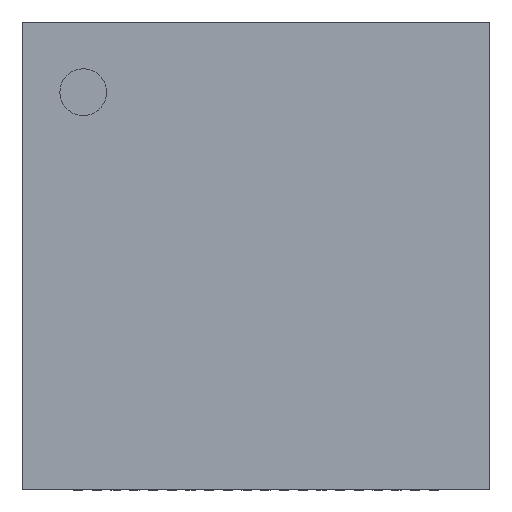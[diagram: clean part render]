
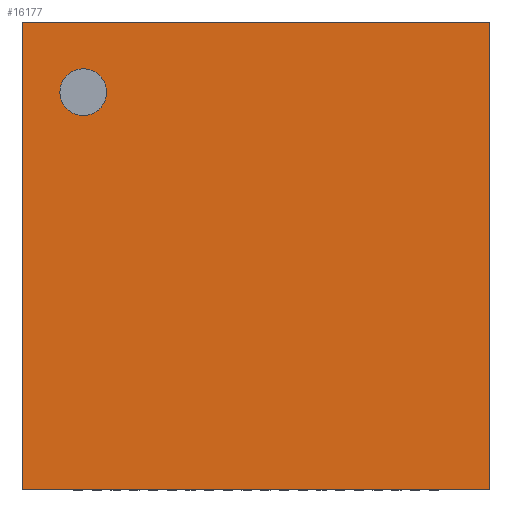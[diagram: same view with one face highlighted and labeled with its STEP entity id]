
A CAD part, top view. The second image highlights one B-rep face of the part: STEP entity #16177.
In plain terms, the highlighted planar face has unit normal (0, 0, 1).
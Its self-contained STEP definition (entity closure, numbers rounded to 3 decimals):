
#965 = VERTEX_POINT('',#966);
#966 = CARTESIAN_POINT('',(-5.,5.,0.85));
#972 = EDGE_CURVE('',#973,#965,#975,.T.);
#973 = VERTEX_POINT('',#974);
#974 = CARTESIAN_POINT('',(5.,5.,0.85));
#975 = LINE('',#976,#977);
#976 = CARTESIAN_POINT('',(5.,5.,0.85));
#977 = VECTOR('',#978,1.);
#978 = DIRECTION('',(-1.,0.,0.));
#2550 = VERTEX_POINT('',#2551);
#2551 = CARTESIAN_POINT('',(5.,-5.,0.85));
#2557 = EDGE_CURVE('',#2558,#2550,#2560,.T.);
#2558 = VERTEX_POINT('',#2559);
#2559 = CARTESIAN_POINT('',(-5.,-5.,0.85));
#2560 = LINE('',#2561,#2562);
#2561 = CARTESIAN_POINT('',(-5.,-5.,0.85));
#2562 = VECTOR('',#2563,1.);
#2563 = DIRECTION('',(1.,0.,0.));
#5392 = EDGE_CURVE('',#2550,#973,#5393,.T.);
#5393 = LINE('',#5394,#5395);
#5394 = CARTESIAN_POINT('',(5.,-5.,0.85));
#5395 = VECTOR('',#5396,1.);
#5396 = DIRECTION('',(0.,1.,0.));
#7459 = EDGE_CURVE('',#965,#2558,#7460,.T.);
#7460 = LINE('',#7461,#7462);
#7461 = CARTESIAN_POINT('',(-5.,5.,0.85));
#7462 = VECTOR('',#7463,1.);
#7463 = DIRECTION('',(0.,-1.,0.));
#16140 = VERTEX_POINT('',#16141);
#16141 = CARTESIAN_POINT('',(-3.192,3.5,0.85));
#16157 = EDGE_CURVE('',#16140,#16140,#16158,.T.);
#16158 = CIRCLE('',#16159,0.5);
#16159 = AXIS2_PLACEMENT_3D('',#16160,#16161,#16162);
#16160 = CARTESIAN_POINT('',(-3.692,3.5,0.85));
#16161 = DIRECTION('',(0.,0.,-1.));
#16162 = DIRECTION('',(-1.,0.,0.));
#16177 = ADVANCED_FACE('',(#16178,#16184),#16187,.T.);
#16178 = FACE_BOUND('',#16179,.T.);
#16179 = EDGE_LOOP('',(#16180,#16181,#16182,#16183));
#16180 = ORIENTED_EDGE('',*,*,#5392,.T.);
#16181 = ORIENTED_EDGE('',*,*,#972,.T.);
#16182 = ORIENTED_EDGE('',*,*,#7459,.T.);
#16183 = ORIENTED_EDGE('',*,*,#2557,.T.);
#16184 = FACE_BOUND('',#16185,.T.);
#16185 = EDGE_LOOP('',(#16186));
#16186 = ORIENTED_EDGE('',*,*,#16157,.T.);
#16187 = PLANE('',#16188);
#16188 = AXIS2_PLACEMENT_3D('',#16189,#16190,#16191);
#16189 = CARTESIAN_POINT('',(0.,0.,0.85));
#16190 = DIRECTION('',(0.,0.,1.));
#16191 = DIRECTION('',(1.,0.,-0.));
